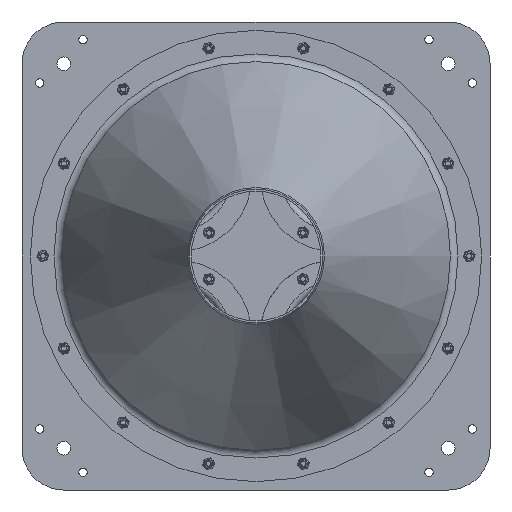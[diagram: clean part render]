
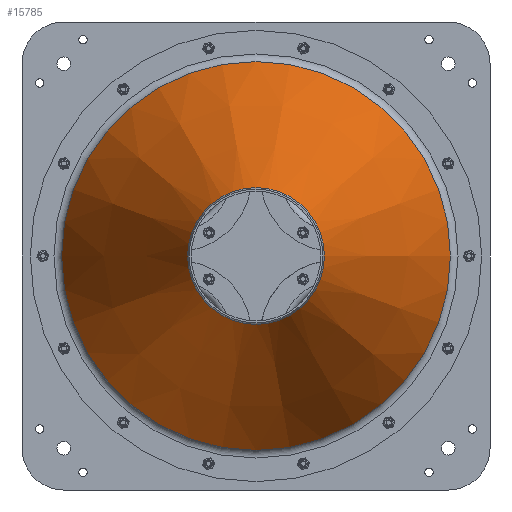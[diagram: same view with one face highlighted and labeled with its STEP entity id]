
A CAD part, left-side view. The second image highlights one B-rep face of the part: STEP entity #15785.
In plain terms, the highlighted conical face has half-angle 25 degrees and reference radius 100.126 mm.
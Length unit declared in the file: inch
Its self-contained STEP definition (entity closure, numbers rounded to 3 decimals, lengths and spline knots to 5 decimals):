
#1189=FACE_BOUND('',#4489,.T.);
#1809=CONICAL_SURFACE('',#17637,3.94197,25.);
#3125=FACE_OUTER_BOUND('',#4488,.T.);
#4488=EDGE_LOOP('',(#14278));
#4489=EDGE_LOOP('',(#14279));
#6432=CIRCLE('',#17635,5.81664);
#6434=CIRCLE('',#17638,2.04685);
#7844=VERTEX_POINT('',#69044);
#7846=VERTEX_POINT('',#69049);
#10062=EDGE_CURVE('',#7844,#7844,#6432,.T.);
#10064=EDGE_CURVE('',#7846,#7846,#6434,.T.);
#14278=ORIENTED_EDGE('',*,*,#10064,.F.);
#14279=ORIENTED_EDGE('',*,*,#10062,.F.);
#15785=ADVANCED_FACE('',(#3125,#1189),#1809,.T.);
#17635=AXIS2_PLACEMENT_3D('',#69045,#21560,#21561);
#17637=AXIS2_PLACEMENT_3D('',#69048,#21564,#21565);
#17638=AXIS2_PLACEMENT_3D('',#69050,#21566,#21567);
#21560=DIRECTION('center_axis',(1.,0.,0.));
#21561=DIRECTION('ref_axis',(0.,1.,0.));
#21564=DIRECTION('center_axis',(1.,0.,0.));
#21565=DIRECTION('ref_axis',(0.,-1.,0.));
#21566=DIRECTION('center_axis',(-1.,0.,0.));
#21567=DIRECTION('ref_axis',(0.,1.,0.));
#69044=CARTESIAN_POINT('',(-0.40735,-5.81664,0.));
#69045=CARTESIAN_POINT('Origin',(-0.40735,0.,
0.));
#69048=CARTESIAN_POINT('Origin',(-4.42758,0.,0.));
#69049=CARTESIAN_POINT('',(-8.49169,-2.04685,0.));
#69050=CARTESIAN_POINT('Origin',(-8.49169,0.,
0.));
